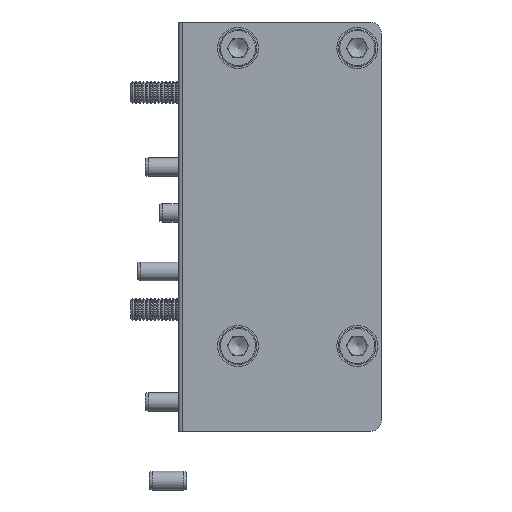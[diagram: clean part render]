
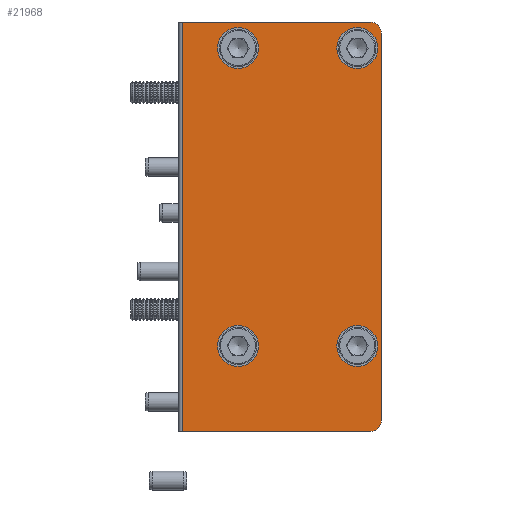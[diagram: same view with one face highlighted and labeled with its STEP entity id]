
A CAD part, front view. The second image highlights one B-rep face of the part: STEP entity #21968.
In plain terms, the highlighted planar face has unit normal (0, -1, 0).
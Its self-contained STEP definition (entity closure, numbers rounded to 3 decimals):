
#43 = ORIENTED_EDGE ( 'NONE', *, *, #15144, .T. ) ;
#735 = ORIENTED_EDGE ( 'NONE', *, *, #22424, .T. ) ;
#819 = AXIS2_PLACEMENT_3D ( 'NONE', #25911, #19234, #7094 ) ;
#1650 = DIRECTION ( 'NONE',  ( 0., -1., 0. ) ) ;
#1938 = ORIENTED_EDGE ( 'NONE', *, *, #28626, .T. ) ;
#2200 = DIRECTION ( 'NONE',  ( 1., 0., 0. ) ) ;
#2229 = ORIENTED_EDGE ( 'NONE', *, *, #16280, .F. ) ;
#2349 = CARTESIAN_POINT ( 'NONE',  ( 45., -9.5, 52. ) ) ;
#2514 = AXIS2_PLACEMENT_3D ( 'NONE', #10839, #20364, #13454 ) ;
#4112 = CARTESIAN_POINT ( 'NONE',  ( 45., -9.5, 55. ) ) ;
#4513 = CARTESIAN_POINT ( 'NONE',  ( 6.5, -9.5, 48. ) ) ;
#4605 = ORIENTED_EDGE ( 'NONE', *, *, #29064, .F. ) ;
#4923 = AXIS2_PLACEMENT_3D ( 'NONE', #22806, #1650, #11244 ) ;
#5016 = ORIENTED_EDGE ( 'NONE', *, *, #17799, .F. ) ;
#5362 = CARTESIAN_POINT ( 'NONE',  ( 6.5, -9.5, 42.5 ) ) ;
#5467 = CIRCLE ( 'NONE', #22709, 5.5 ) ;
#6112 = DIRECTION ( 'NONE',  ( 0., -1., 0. ) ) ;
#6123 = VECTOR ( 'NONE', #29212, 1000. ) ;
#6784 = CARTESIAN_POINT ( 'NONE',  ( -9.5, -9.5, 55. ) ) ;
#7087 = FACE_OUTER_BOUND ( 'NONE', #10445, .T. ) ;
#7094 = DIRECTION ( 'NONE',  ( 0., 0., 1. ) ) ;
#7241 = ORIENTED_EDGE ( 'NONE', *, *, #16241, .F. ) ;
#7534 = VERTEX_POINT ( 'NONE', #26358 ) ;
#7690 = VERTEX_POINT ( 'NONE', #5362 ) ;
#7803 = CARTESIAN_POINT ( 'NONE',  ( -8.5, -9.5, -55. ) ) ;
#7811 = VERTEX_POINT ( 'NONE', #2349 ) ;
#8128 = DIRECTION ( 'NONE',  ( 0., 0., 1. ) ) ;
#8847 = EDGE_CURVE ( 'NONE', #7811, #25721, #23517, .T. ) ;
#10445 = EDGE_LOOP ( 'NONE', ( #1938, #735, #17844, #14158, #4605, #43 ) ) ;
#10509 = DIRECTION ( 'NONE',  ( 0., 0., -1. ) ) ;
#10673 = LINE ( 'NONE', #29521, #6123 ) ;
#10839 = CARTESIAN_POINT ( 'NONE',  ( 38.5, -9.5, -32. ) ) ;
#11227 = CARTESIAN_POINT ( 'NONE',  ( 38.5, -9.5, -37.5 ) ) ;
#11244 = DIRECTION ( 'NONE',  ( 0., 0., -1. ) ) ;
#12316 = VERTEX_POINT ( 'NONE', #18186 ) ;
#13039 = VECTOR ( 'NONE', #2200, 1000. ) ;
#13120 = CARTESIAN_POINT ( 'NONE',  ( -8.5, -9.5, 55. ) ) ;
#13337 = DIRECTION ( 'NONE',  ( 0., -1., 0. ) ) ;
#13454 = DIRECTION ( 'NONE',  ( 0., 0., -1. ) ) ;
#13887 = FACE_BOUND ( 'NONE', #13913, .T. ) ;
#13913 = EDGE_LOOP ( 'NONE', ( #2229 ) ) ;
#14158 = ORIENTED_EDGE ( 'NONE', *, *, #8847, .T. ) ;
#15107 = EDGE_LOOP ( 'NONE', ( #7241 ) ) ;
#15144 = EDGE_CURVE ( 'NONE', #12316, #27873, #24534, .T. ) ;
#15493 = AXIS2_PLACEMENT_3D ( 'NONE', #19654, #6112, #8128 ) ;
#15556 = VERTEX_POINT ( 'NONE', #23206 ) ;
#15586 = VERTEX_POINT ( 'NONE', #19609 ) ;
#15800 = DIRECTION ( 'NONE',  ( 0., 0., -1. ) ) ;
#16241 = EDGE_CURVE ( 'NONE', #29332, #29332, #26668, .T. ) ;
#16256 = LINE ( 'NONE', #18100, #13039 ) ;
#16280 = EDGE_CURVE ( 'NONE', #7690, #7690, #5467, .T. ) ;
#16492 = FACE_BOUND ( 'NONE', #20742, .T. ) ;
#17799 = EDGE_CURVE ( 'NONE', #7534, #7534, #18205, .T. ) ;
#17844 = ORIENTED_EDGE ( 'NONE', *, *, #26491, .F. ) ;
#18100 = CARTESIAN_POINT ( 'NONE',  ( -9.5, -9.5, 55. ) ) ;
#18186 = CARTESIAN_POINT ( 'NONE',  ( -8.5, -9.5, 55. ) ) ;
#18205 = CIRCLE ( 'NONE', #4923, 5.5 ) ;
#18288 = CIRCLE ( 'NONE', #2514, 5.5 ) ;
#18474 = FACE_BOUND ( 'NONE', #24739, .T. ) ;
#18904 = CIRCLE ( 'NONE', #15493, 3. ) ;
#19234 = DIRECTION ( 'NONE',  ( 0., -1., 0. ) ) ;
#19609 = CARTESIAN_POINT ( 'NONE',  ( 45., -9.5, -52. ) ) ;
#19654 = CARTESIAN_POINT ( 'NONE',  ( 42., -9.5, -52. ) ) ;
#19786 = VECTOR ( 'NONE', #23079, 1000. ) ;
#19939 = DIRECTION ( 'NONE',  ( 0., -1., 0. ) ) ;
#20237 = CARTESIAN_POINT ( 'NONE',  ( 38.5, -9.5, 48. ) ) ;
#20364 = DIRECTION ( 'NONE',  ( 0., -1., 0. ) ) ;
#20742 = EDGE_LOOP ( 'NONE', ( #28578 ) ) ;
#21268 = PLANE ( 'NONE',  #29295 ) ;
#21724 = CARTESIAN_POINT ( 'NONE',  ( 38.5, -9.5, 42.5 ) ) ;
#21736 = AXIS2_PLACEMENT_3D ( 'NONE', #20237, #19939, #27074 ) ;
#21968 = ADVANCED_FACE ( 'NONE', ( #18474, #7087, #13887, #27956, #16492 ), #21268, .F. ) ;
#22424 = EDGE_CURVE ( 'NONE', #15556, #15586, #18904, .T. ) ;
#22709 = AXIS2_PLACEMENT_3D ( 'NONE', #4513, #13337, #15800 ) ;
#22806 = CARTESIAN_POINT ( 'NONE',  ( 6.5, -9.5, -32. ) ) ;
#22943 = VERTEX_POINT ( 'NONE', #11227 ) ;
#23079 = DIRECTION ( 'NONE',  ( 0., 0., -1. ) ) ;
#23206 = CARTESIAN_POINT ( 'NONE',  ( 42., -9.5, -55. ) ) ;
#23237 = LINE ( 'NONE', #4112, #19786 ) ;
#23517 = CIRCLE ( 'NONE', #819, 3. ) ;
#24534 = LINE ( 'NONE', #13120, #25643 ) ;
#24739 = EDGE_LOOP ( 'NONE', ( #5016 ) ) ;
#25643 = VECTOR ( 'NONE', #10509, 1000. ) ;
#25721 = VERTEX_POINT ( 'NONE', #30362 ) ;
#25908 = DIRECTION ( 'NONE',  ( 0., 0., 1. ) ) ;
#25911 = CARTESIAN_POINT ( 'NONE',  ( 42., -9.5, 52. ) ) ;
#25933 = EDGE_CURVE ( 'NONE', #22943, #22943, #18288, .T. ) ;
#26358 = CARTESIAN_POINT ( 'NONE',  ( 6.5, -9.5, -37.5 ) ) ;
#26491 = EDGE_CURVE ( 'NONE', #7811, #15586, #23237, .T. ) ;
#26668 = CIRCLE ( 'NONE', #21736, 5.5 ) ;
#27074 = DIRECTION ( 'NONE',  ( 0., 0., -1. ) ) ;
#27873 = VERTEX_POINT ( 'NONE', #7803 ) ;
#27956 = FACE_BOUND ( 'NONE', #15107, .T. ) ;
#28578 = ORIENTED_EDGE ( 'NONE', *, *, #25933, .F. ) ;
#28626 = EDGE_CURVE ( 'NONE', #27873, #15556, #10673, .T. ) ;
#29064 = EDGE_CURVE ( 'NONE', #12316, #25721, #16256, .T. ) ;
#29212 = DIRECTION ( 'NONE',  ( 1., 0., 0. ) ) ;
#29295 = AXIS2_PLACEMENT_3D ( 'NONE', #6784, #30305, #25908 ) ;
#29332 = VERTEX_POINT ( 'NONE', #21724 ) ;
#29521 = CARTESIAN_POINT ( 'NONE',  ( -9.5, -9.5, -55. ) ) ;
#30305 = DIRECTION ( 'NONE',  ( 0., 1., 0. ) ) ;
#30362 = CARTESIAN_POINT ( 'NONE',  ( 42., -9.5, 55. ) ) ;
